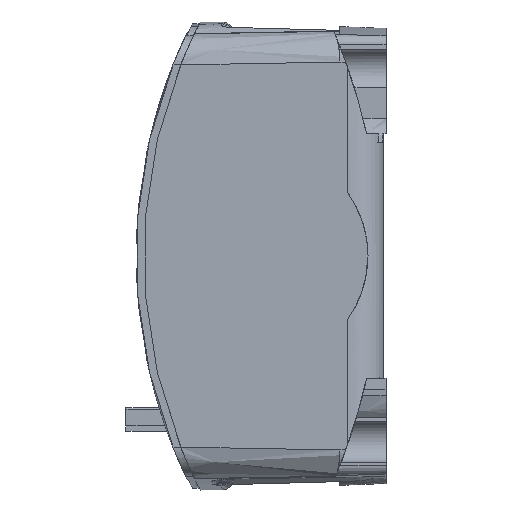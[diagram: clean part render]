
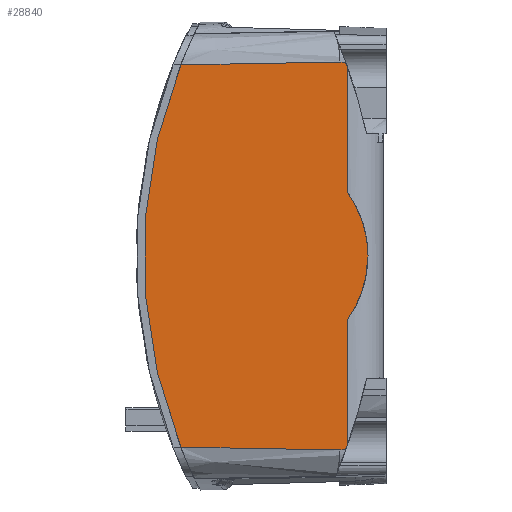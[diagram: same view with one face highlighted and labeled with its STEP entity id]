
A CAD part, left-side view. The second image highlights one B-rep face of the part: STEP entity #28840.
In plain terms, the highlighted planar face has unit normal (-1, 0, 0).
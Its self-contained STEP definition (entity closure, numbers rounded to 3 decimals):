
#9804=CARTESIAN_POINT('',(-65.,6.373,37.656));
#9818=CARTESIAN_POINT('',(-65.,6.,-36.617));
#9890=CARTESIAN_POINT('',(-65.,6.,36.616));
#9995=DIRECTION('',(0.,0.,-1.));
#9996=VECTOR('',#9995,24.288);
#9997=CARTESIAN_POINT('',(-65.,6.,36.616));
#9998=LINE('',#9997,#9996);
#10002=CARTESIAN_POINT('',(-65.,23.,0.));
#10003=DIRECTION('',(-1.,0.,0.));
#10004=DIRECTION('',(0.,-0.81,-0.587));
#10005=AXIS2_PLACEMENT_3D('',#10002,#10003,#10004);
#10010=DIRECTION('',(0.,0.,-1.));
#10011=VECTOR('',#10010,24.288);
#10012=CARTESIAN_POINT('',(-65.,6.,-12.329));
#10013=LINE('',#10012,#10011);
#10017=CARTESIAN_POINT('',(-65.,6.373,-37.656));
#10018=CARTESIAN_POINT('',(-65.,6.31,-37.483));
#10019=CARTESIAN_POINT('',(-65.,6.185,-37.137));
#10020=CARTESIAN_POINT('',(-65.,6.061,-36.791));
#10021=CARTESIAN_POINT('',(-65.,6.,-36.617));
#10026=CARTESIAN_POINT('',(-65.,38.357,-37.116));
#10027=CARTESIAN_POINT('',(-65.,33.213,-37.206));
#10028=CARTESIAN_POINT('',(-65.,22.927,-37.386));
#10029=CARTESIAN_POINT('',(-65.,12.642,-37.566));
#10030=CARTESIAN_POINT('',(-65.,7.5,-37.656));
#10035=CARTESIAN_POINT('',(-65.,-54.5,0.));
#10036=DIRECTION('',(1.,0.,0.));
#10037=DIRECTION('',(0.,0.929,-0.371));
#10038=AXIS2_PLACEMENT_3D('',#10035,#10036,#10037);
#10043=CARTESIAN_POINT('',(-65.,7.5,37.656));
#10044=CARTESIAN_POINT('',(-65.,12.642,37.566));
#10045=CARTESIAN_POINT('',(-65.,22.927,37.386));
#10046=CARTESIAN_POINT('',(-65.,33.213,37.206));
#10047=CARTESIAN_POINT('',(-65.,38.357,37.116));
#10052=DIRECTION('',(0.,-1.,0.));
#10053=VECTOR('',#10052,1.127);
#10054=CARTESIAN_POINT('',(-65.,7.5,37.656));
#10055=LINE('',#10054,#10053);
#10059=CARTESIAN_POINT('',(-65.,6.,36.616));
#10060=CARTESIAN_POINT('',(-65.,6.061,36.79));
#10061=CARTESIAN_POINT('',(-65.,6.185,37.137));
#10062=CARTESIAN_POINT('',(-65.,6.31,37.483));
#10063=CARTESIAN_POINT('',(-65.,6.373,37.656));
#10073=CARTESIAN_POINT('',(-65.,6.373,-37.656));
#10078=DIRECTION('',(0.,-1.,0.));
#10079=VECTOR('',#10078,1.127);
#10080=CARTESIAN_POINT('',(-65.,7.5,-37.656));
#10081=LINE('',#10080,#10079);
#19249=CARTESIAN_POINT('',(-65.,38.357,-37.116));
#19250=CARTESIAN_POINT('',(-65.,38.357,37.116));
#19251=VERTEX_POINT('',#19249);
#19252=VERTEX_POINT('',#19250);
#19951=CARTESIAN_POINT('',(-65.,6.,-12.329));
#19952=CARTESIAN_POINT('',(-65.,6.,12.329));
#19953=VERTEX_POINT('',#19951);
#19954=VERTEX_POINT('',#19952);
#20254=VERTEX_POINT('',#10043);
#20255=VERTEX_POINT('',#10030);
#20263=VERTEX_POINT('',#9804);
#20266=VERTEX_POINT('',#10073);
#20282=VERTEX_POINT('',#9818);
#20283=VERTEX_POINT('',#9890);
#28821=CARTESIAN_POINT('',(-65.,7.5,-43.178));
#28822=DIRECTION('',(-1.,0.,0.));
#28823=DIRECTION('',(0.,0.,1.));
#28824=AXIS2_PLACEMENT_3D('',#28821,#28822,#28823);
#28825=PLANE('',#28824);
#28826=ORIENTED_EDGE('',*,*,#28786,.T.);
#28827=ORIENTED_EDGE('',*,*,#28815,.F.);
#28828=ORIENTED_EDGE('',*,*,#28805,.T.);
#28829=ORIENTED_EDGE('',*,*,#28723,.F.);
#28831=ORIENTED_EDGE('',*,*,#28830,.F.);
#28833=ORIENTED_EDGE('',*,*,#28832,.F.);
#28834=ORIENTED_EDGE('',*,*,#28554,.T.);
#28835=ORIENTED_EDGE('',*,*,#28634,.F.);
#28836=ORIENTED_EDGE('',*,*,#28661,.T.);
#28837=ORIENTED_EDGE('',*,*,#28759,.F.);
#28838=EDGE_LOOP('',(#28826,#28827,#28828,#28829,#28831,#28833,#28834,#28835,
#28836,#28837));
#28839=FACE_OUTER_BOUND('',#28838,.F.);
#28840=ADVANCED_FACE('',(#28839),#28825,.T.);
#10006=CIRCLE('',#10005,21.);
#10022=B_SPLINE_CURVE_WITH_KNOTS('',3,(#10017,#10018,#10019,#10020,#10021),
.UNSPECIFIED.,.F.,.F.,(4,1,4),(0.,0.5,1.),.UNSPECIFIED.);
#10031=B_SPLINE_CURVE_WITH_KNOTS('',3,(#10026,#10027,#10028,#10029,#10030),
.UNSPECIFIED.,.F.,.F.,(4,1,4),(0.,0.5,1.),.UNSPECIFIED.);
#10039=CIRCLE('',#10038,100.);
#10048=B_SPLINE_CURVE_WITH_KNOTS('',3,(#10043,#10044,#10045,#10046,#10047),
.UNSPECIFIED.,.F.,.F.,(4,1,4),(0.,0.5,1.),.UNSPECIFIED.);
#10064=B_SPLINE_CURVE_WITH_KNOTS('',3,(#10059,#10060,#10061,#10062,#10063),
.UNSPECIFIED.,.F.,.F.,(4,1,4),(0.,0.5,1.),.UNSPECIFIED.);
#28554=EDGE_CURVE('',#19251,#19252,#10039,.T.);
#28634=EDGE_CURVE('',#20254,#19252,#10048,.T.);
#28661=EDGE_CURVE('',#20254,#20263,#10055,.T.);
#28723=EDGE_CURVE('',#20266,#20282,#10022,.T.);
#28759=EDGE_CURVE('',#20283,#20263,#10064,.T.);
#28786=EDGE_CURVE('',#20283,#19954,#9998,.T.);
#28805=EDGE_CURVE('',#19953,#20282,#10013,.T.);
#28815=EDGE_CURVE('',#19953,#19954,#10006,.T.);
#28830=EDGE_CURVE('',#20255,#20266,#10081,.T.);
#28832=EDGE_CURVE('',#19251,#20255,#10031,.T.);
